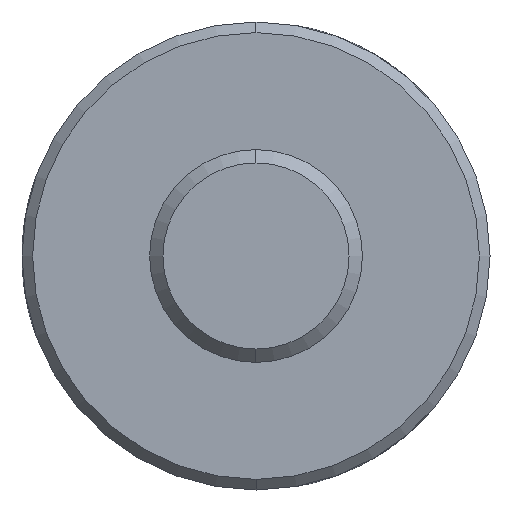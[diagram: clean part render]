
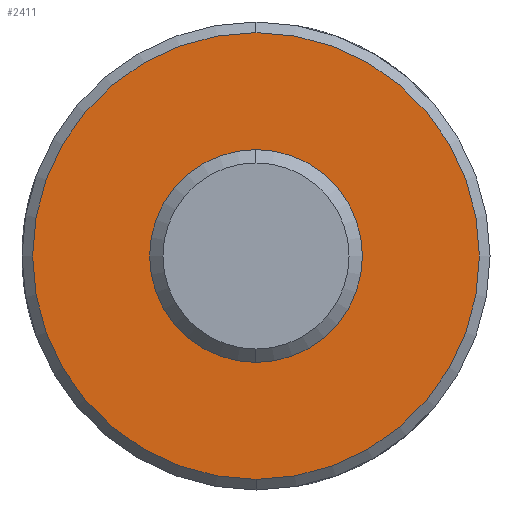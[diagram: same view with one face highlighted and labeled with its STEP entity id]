
A CAD part, left-side view. The second image highlights one B-rep face of the part: STEP entity #2411.
In plain terms, the highlighted planar face has unit normal (-1, 0, 0).
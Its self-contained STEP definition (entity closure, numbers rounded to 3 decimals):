
#4 = DIRECTION ( 'NONE',  ( 1., 0., 0. ) ) ;
#113 = AXIS2_PLACEMENT_3D ( 'NONE', #1898, #2459, #1517 ) ;
#153 = CARTESIAN_POINT ( 'NONE',  ( -4., 0., 0. ) ) ;
#197 = EDGE_LOOP ( 'NONE', ( #1044, #2222 ) ) ;
#365 = DIRECTION ( 'NONE',  ( 0., 0., -1. ) ) ;
#382 = AXIS2_PLACEMENT_3D ( 'NONE', #2109, #1754, #397 ) ;
#397 = DIRECTION ( 'NONE',  ( 0., 0., -1. ) ) ;
#466 = AXIS2_PLACEMENT_3D ( 'NONE', #1270, #908, #1683 ) ;
#518 = ORIENTED_EDGE ( 'NONE', *, *, #925, .T. ) ;
#681 = VERTEX_POINT ( 'NONE', #1820 ) ;
#711 = VERTEX_POINT ( 'NONE', #1049 ) ;
#908 = DIRECTION ( 'NONE',  ( -1., 0., 0. ) ) ;
#925 = EDGE_CURVE ( 'NONE', #2237, #2083, #2012, .T. ) ;
#951 = DIRECTION ( 'NONE',  ( 0., 0., -1. ) ) ;
#990 = AXIS2_PLACEMENT_3D ( 'NONE', #1738, #1338, #365 ) ;
#994 = CIRCLE ( 'NONE', #113, 2. ) ;
#1044 = ORIENTED_EDGE ( 'NONE', *, *, #1219, .T. ) ;
#1049 = CARTESIAN_POINT ( 'NONE',  ( -4., 0., -4.2 ) ) ;
#1154 = FACE_OUTER_BOUND ( 'NONE', #197, .T. ) ;
#1211 = AXIS2_PLACEMENT_3D ( 'NONE', #153, #4, #951 ) ;
#1219 = EDGE_CURVE ( 'NONE', #711, #681, #1939, .T. ) ;
#1270 = CARTESIAN_POINT ( 'NONE',  ( -4., 0., 0. ) ) ;
#1338 = DIRECTION ( 'NONE',  ( -1., 0., 0. ) ) ;
#1391 = EDGE_CURVE ( 'NONE', #681, #711, #2236, .T. ) ;
#1517 = DIRECTION ( 'NONE',  ( 0., 0., -1. ) ) ;
#1683 = DIRECTION ( 'NONE',  ( 0., 0., -1. ) ) ;
#1738 = CARTESIAN_POINT ( 'NONE',  ( -4., 0., 0. ) ) ;
#1754 = DIRECTION ( 'NONE',  ( 1., 0., 0. ) ) ;
#1820 = CARTESIAN_POINT ( 'NONE',  ( -4., 0., 4.2 ) ) ;
#1858 = EDGE_CURVE ( 'NONE', #2083, #2237, #994, .T. ) ;
#1898 = CARTESIAN_POINT ( 'NONE',  ( -4., 0., 0. ) ) ;
#1920 = PLANE ( 'NONE',  #1211 ) ;
#1939 = CIRCLE ( 'NONE', #466, 4.2 ) ;
#2012 = CIRCLE ( 'NONE', #382, 2. ) ;
#2083 = VERTEX_POINT ( 'NONE', #2407 ) ;
#2109 = CARTESIAN_POINT ( 'NONE',  ( -4., 0., 0. ) ) ;
#2222 = ORIENTED_EDGE ( 'NONE', *, *, #1391, .T. ) ;
#2236 = CIRCLE ( 'NONE', #990, 4.2 ) ;
#2237 = VERTEX_POINT ( 'NONE', #2256 ) ;
#2256 = CARTESIAN_POINT ( 'NONE',  ( -4., 0., 2. ) ) ;
#2275 = ORIENTED_EDGE ( 'NONE', *, *, #1858, .T. ) ;
#2335 = FACE_BOUND ( 'NONE', #2471, .T. ) ;
#2407 = CARTESIAN_POINT ( 'NONE',  ( -4., 0., -2. ) ) ;
#2411 = ADVANCED_FACE ( 'NONE', ( #1154, #2335 ), #1920, .F. ) ;
#2459 = DIRECTION ( 'NONE',  ( 1., 0., 0. ) ) ;
#2471 = EDGE_LOOP ( 'NONE', ( #2275, #518 ) ) ;
